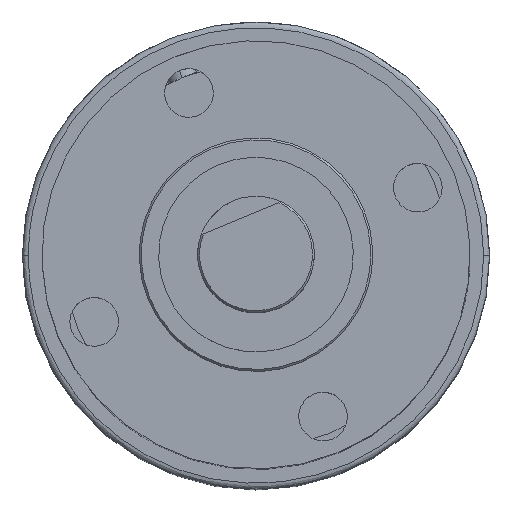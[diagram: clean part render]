
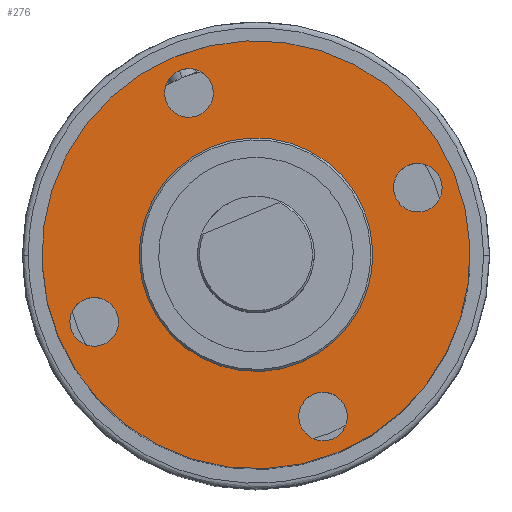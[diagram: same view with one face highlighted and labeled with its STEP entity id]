
A CAD part, top view. The second image highlights one B-rep face of the part: STEP entity #276.
In plain terms, the highlighted planar face has unit normal (0, 0, 1).
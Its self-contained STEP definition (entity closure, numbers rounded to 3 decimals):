
#95 = CIRCLE ( 'NONE', #2514, 1.25 ) ;
#96 = CARTESIAN_POINT ( 'NONE',  ( 141.95, -0.545, 35.7 ) ) ;
#144 = VERTEX_POINT ( 'NONE', #2542 ) ;
#205 = FACE_OUTER_BOUND ( 'NONE', #571, .T. ) ;
#226 = VERTEX_POINT ( 'NONE', #2481 ) ;
#257 = CIRCLE ( 'NONE', #2625, 1.25 ) ;
#276 = ADVANCED_FACE ( 'NONE', ( #396, #1600, #3204, #3038, #846, #205 ), #2222, .F. ) ;
#278 = ORIENTED_EDGE ( 'NONE', *, *, #1393, .F. ) ;
#306 = VERTEX_POINT ( 'NONE', #1960 ) ;
#309 = CIRCLE ( 'NONE', #1745, 1.25 ) ;
#330 = CARTESIAN_POINT ( 'NONE',  ( 139.657, 8.247, 35.7 ) ) ;
#396 = FACE_BOUND ( 'NONE', #1543, .T. ) ;
#403 = CARTESIAN_POINT ( 'NONE',  ( 132.498, 5.279, 35.7 ) ) ;
#428 = VERTEX_POINT ( 'NONE', #1305 ) ;
#443 = VERTEX_POINT ( 'NONE', #1271 ) ;
#476 = AXIS2_PLACEMENT_3D ( 'NONE', #1173, #1182, #1188 ) ;
#538 = DIRECTION ( 'NONE',  ( 0., 0., 1. ) ) ;
#567 = DIRECTION ( 'NONE',  ( 0., 0., 1. ) ) ;
#569 = DIRECTION ( 'NONE',  ( 0., 0., -1. ) ) ;
#571 = EDGE_LOOP ( 'NONE', ( #2717, #1429 ) ) ;
#628 = CARTESIAN_POINT ( 'NONE',  ( 143.104, -0.066, 35.7 ) ) ;
#632 = DIRECTION ( 'NONE',  ( 0., 0., 1. ) ) ;
#644 = DIRECTION ( 'NONE',  ( 0.924, 0.383, 0. ) ) ;
#727 = ORIENTED_EDGE ( 'NONE', *, *, #2505, .F. ) ;
#791 = EDGE_CURVE ( 'NONE', #2300, #443, #1804, .T. ) ;
#805 = CARTESIAN_POINT ( 'NONE',  ( 147.97, 11.695, 35.7 ) ) ;
#833 = CIRCLE ( 'NONE', #1760, 1.25 ) ;
#836 = EDGE_CURVE ( 'NONE', #443, #2300, #1894, .T. ) ;
#846 = FACE_BOUND ( 'NONE', #1335, .T. ) ;
#960 = AXIS2_PLACEMENT_3D ( 'NONE', #330, #569, #2360 ) ;
#1037 = EDGE_CURVE ( 'NONE', #1223, #226, #2213, .T. ) ;
#1047 = VERTEX_POINT ( 'NONE', #1170 ) ;
#1170 = CARTESIAN_POINT ( 'NONE',  ( 135.055, 16.082, 35.7 ) ) ;
#1173 = CARTESIAN_POINT ( 'NONE',  ( 143.104, -0.066, 35.7 ) ) ;
#1182 = DIRECTION ( 'NONE',  ( 0., 0., 1. ) ) ;
#1188 = DIRECTION ( 'NONE',  ( 0.924, 0.383, 0. ) ) ;
#1223 = VERTEX_POINT ( 'NONE', #96 ) ;
#1271 = CARTESIAN_POINT ( 'NONE',  ( 134.115, 5.949, 35.7 ) ) ;
#1285 = VERTEX_POINT ( 'NONE', #403 ) ;
#1305 = CARTESIAN_POINT ( 'NONE',  ( 146.816, 11.216, 35.7 ) ) ;
#1320 = AXIS2_PLACEMENT_3D ( 'NONE', #1459, #3167, #2944 ) ;
#1331 = EDGE_CURVE ( 'NONE', #226, #1223, #257, .T. ) ;
#1335 = EDGE_LOOP ( 'NONE', ( #1748, #1619 ) ) ;
#1389 = CIRCLE ( 'NONE', #1993, 1.25 ) ;
#1390 = EDGE_CURVE ( 'NONE', #3047, #1285, #95, .T. ) ;
#1393 = EDGE_CURVE ( 'NONE', #1047, #306, #1389, .T. ) ;
#1429 = ORIENTED_EDGE ( 'NONE', *, *, #2999, .F. ) ;
#1459 = CARTESIAN_POINT ( 'NONE',  ( 139.657, 8.247, 35.7 ) ) ;
#1466 = EDGE_CURVE ( 'NONE', #1882, #144, #2497, .T. ) ;
#1494 = CIRCLE ( 'NONE', #2273, 1.25 ) ;
#1530 = AXIS2_PLACEMENT_3D ( 'NONE', #2126, #2119, #2115 ) ;
#1543 = EDGE_LOOP ( 'NONE', ( #2517, #278 ) ) ;
#1600 = FACE_BOUND ( 'NONE', #3127, .T. ) ;
#1619 = ORIENTED_EDGE ( 'NONE', *, *, #791, .T. ) ;
#1724 = CARTESIAN_POINT ( 'NONE',  ( 136.209, 16.561, 35.7 ) ) ;
#1742 = DIRECTION ( 'NONE',  ( 0.924, 0.383, 0. ) ) ;
#1745 = AXIS2_PLACEMENT_3D ( 'NONE', #2017, #567, #1764 ) ;
#1748 = ORIENTED_EDGE ( 'NONE', *, *, #836, .T. ) ;
#1756 = DIRECTION ( 'NONE',  ( 0.924, 0.383, 0. ) ) ;
#1760 = AXIS2_PLACEMENT_3D ( 'NONE', #805, #2475, #1742 ) ;
#1764 = DIRECTION ( 'NONE',  ( 0.924, 0.383, 0. ) ) ;
#1768 = CARTESIAN_POINT ( 'NONE',  ( 131.343, 4.8, 35.7 ) ) ;
#1775 = VERTEX_POINT ( 'NONE', #2233 ) ;
#1787 = DIRECTION ( 'NONE',  ( 0., 0., 1. ) ) ;
#1798 = DIRECTION ( 'NONE',  ( 0.924, 0.383, 0. ) ) ;
#1804 = CIRCLE ( 'NONE', #2366, 6. ) ;
#1882 = VERTEX_POINT ( 'NONE', #3086 ) ;
#1894 = CIRCLE ( 'NONE', #2166, 6. ) ;
#1902 = EDGE_LOOP ( 'NONE', ( #727, #2825 ) ) ;
#1960 = CARTESIAN_POINT ( 'NONE',  ( 137.364, 17.04, 35.7 ) ) ;
#1964 = EDGE_CURVE ( 'NONE', #306, #1047, #3134, .T. ) ;
#1971 = CIRCLE ( 'NONE', #960, 11. ) ;
#1993 = AXIS2_PLACEMENT_3D ( 'NONE', #1724, #538, #2246 ) ;
#2001 = DIRECTION ( 'NONE',  ( -0.924, -0.383, 0. ) ) ;
#2005 = DIRECTION ( 'NONE',  ( 0., 0., -1. ) ) ;
#2017 = CARTESIAN_POINT ( 'NONE',  ( 147.97, 11.695, 35.7 ) ) ;
#2024 = DIRECTION ( 'NONE',  ( 0., 0., 1. ) ) ;
#2113 = ORIENTED_EDGE ( 'NONE', *, *, #1037, .F. ) ;
#2115 = DIRECTION ( 'NONE',  ( -0.924, -0.383, 0. ) ) ;
#2119 = DIRECTION ( 'NONE',  ( 0., 0., -1. ) ) ;
#2126 = CARTESIAN_POINT ( 'NONE',  ( 139.657, 8.247, 35.7 ) ) ;
#2149 = CARTESIAN_POINT ( 'NONE',  ( 131.343, 4.8, 35.7 ) ) ;
#2166 = AXIS2_PLACEMENT_3D ( 'NONE', #2993, #3071, #3064 ) ;
#2213 = CIRCLE ( 'NONE', #476, 1.25 ) ;
#2222 = PLANE ( 'NONE',  #1530 ) ;
#2224 = EDGE_CURVE ( 'NONE', #1775, #428, #833, .T. ) ;
#2233 = CARTESIAN_POINT ( 'NONE',  ( 149.125, 12.174, 35.7 ) ) ;
#2246 = DIRECTION ( 'NONE',  ( 0.924, 0.383, 0. ) ) ;
#2260 = ORIENTED_EDGE ( 'NONE', *, *, #1331, .F. ) ;
#2273 = AXIS2_PLACEMENT_3D ( 'NONE', #1768, #1787, #1798 ) ;
#2300 = VERTEX_POINT ( 'NONE', #2773 ) ;
#2360 = DIRECTION ( 'NONE',  ( -0.924, -0.383, 0. ) ) ;
#2363 = AXIS2_PLACEMENT_3D ( 'NONE', #2462, #2413, #2401 ) ;
#2366 = AXIS2_PLACEMENT_3D ( 'NONE', #2502, #2005, #2001 ) ;
#2381 = ORIENTED_EDGE ( 'NONE', *, *, #2224, .F. ) ;
#2401 = DIRECTION ( 'NONE',  ( 0.924, 0.383, 0. ) ) ;
#2413 = DIRECTION ( 'NONE',  ( 0., 0., 1. ) ) ;
#2462 = CARTESIAN_POINT ( 'NONE',  ( 136.209, 16.561, 35.7 ) ) ;
#2475 = DIRECTION ( 'NONE',  ( 0., 0., 1. ) ) ;
#2481 = CARTESIAN_POINT ( 'NONE',  ( 144.259, 0.413, 35.7 ) ) ;
#2497 = CIRCLE ( 'NONE', #1320, 11. ) ;
#2502 = CARTESIAN_POINT ( 'NONE',  ( 139.657, 8.247, 35.7 ) ) ;
#2505 = EDGE_CURVE ( 'NONE', #1285, #3047, #1494, .T. ) ;
#2514 = AXIS2_PLACEMENT_3D ( 'NONE', #2149, #2024, #1756 ) ;
#2517 = ORIENTED_EDGE ( 'NONE', *, *, #1964, .F. ) ;
#2542 = CARTESIAN_POINT ( 'NONE',  ( 129.496, 4.034, 35.7 ) ) ;
#2618 = ORIENTED_EDGE ( 'NONE', *, *, #2975, .F. ) ;
#2622 = EDGE_LOOP ( 'NONE', ( #2260, #2113 ) ) ;
#2625 = AXIS2_PLACEMENT_3D ( 'NONE', #628, #632, #644 ) ;
#2717 = ORIENTED_EDGE ( 'NONE', *, *, #1466, .F. ) ;
#2773 = CARTESIAN_POINT ( 'NONE',  ( 145.199, 10.546, 35.7 ) ) ;
#2825 = ORIENTED_EDGE ( 'NONE', *, *, #1390, .F. ) ;
#2944 = DIRECTION ( 'NONE',  ( -0.924, -0.383, 0. ) ) ;
#2975 = EDGE_CURVE ( 'NONE', #428, #1775, #309, .T. ) ;
#2983 = CARTESIAN_POINT ( 'NONE',  ( 130.189, 4.321, 35.7 ) ) ;
#2993 = CARTESIAN_POINT ( 'NONE',  ( 139.657, 8.247, 35.7 ) ) ;
#2999 = EDGE_CURVE ( 'NONE', #144, #1882, #1971, .T. ) ;
#3038 = FACE_BOUND ( 'NONE', #2622, .T. ) ;
#3047 = VERTEX_POINT ( 'NONE', #2983 ) ;
#3064 = DIRECTION ( 'NONE',  ( -0.924, -0.383, 0. ) ) ;
#3071 = DIRECTION ( 'NONE',  ( 0., 0., -1. ) ) ;
#3086 = CARTESIAN_POINT ( 'NONE',  ( 149.818, 12.461, 35.7 ) ) ;
#3127 = EDGE_LOOP ( 'NONE', ( #2381, #2618 ) ) ;
#3134 = CIRCLE ( 'NONE', #2363, 1.25 ) ;
#3167 = DIRECTION ( 'NONE',  ( 0., 0., -1. ) ) ;
#3204 = FACE_BOUND ( 'NONE', #1902, .T. ) ;
